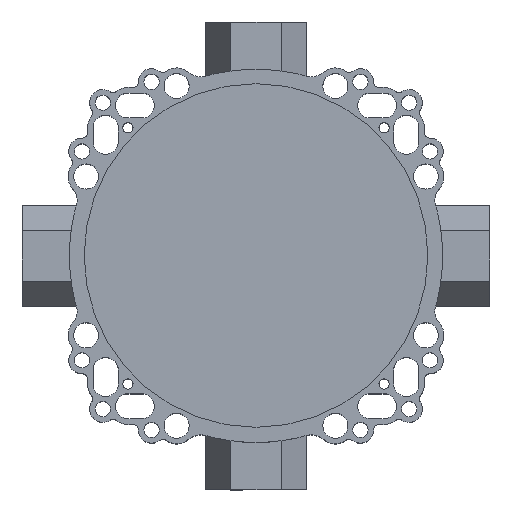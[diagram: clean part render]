
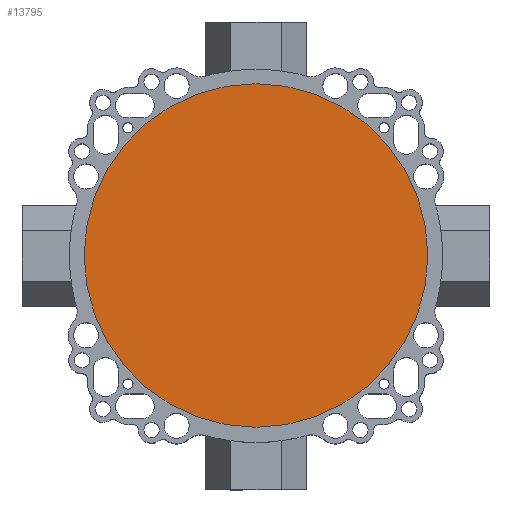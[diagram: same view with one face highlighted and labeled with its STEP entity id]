
A CAD part, top view. The second image highlights one B-rep face of the part: STEP entity #13795.
In plain terms, the highlighted planar face has unit normal (0, 0, 1).
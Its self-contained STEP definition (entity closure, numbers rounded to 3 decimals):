
#258 = CIRCLE ( 'NONE', #5263, 61.696 ) ;
#1886 = EDGE_CURVE ( 'NONE', #9214, #14774, #258, .T. ) ;
#1910 = CARTESIAN_POINT ( 'NONE',  ( 0., 0., 104. ) ) ;
#2786 = ORIENTED_EDGE ( 'NONE', *, *, #1886, .T. ) ;
#3180 = DIRECTION ( 'NONE',  ( 0., 1., 0. ) ) ;
#4913 = AXIS2_PLACEMENT_3D ( 'NONE', #10888, #13377, #5882 ) ;
#5039 = CARTESIAN_POINT ( 'NONE',  ( 0., 0., 104. ) ) ;
#5263 = AXIS2_PLACEMENT_3D ( 'NONE', #1910, #10690, #3180 ) ;
#5871 = AXIS2_PLACEMENT_3D ( 'NONE', #5039, #13781, #6305 ) ;
#5882 = DIRECTION ( 'NONE',  ( 0., 1., 0. ) ) ;
#6305 = DIRECTION ( 'NONE',  ( 0., 1., 0. ) ) ;
#6308 = CARTESIAN_POINT ( 'NONE',  ( 0., -61.696, 104. ) ) ;
#9214 = VERTEX_POINT ( 'NONE', #6308 ) ;
#10690 = DIRECTION ( 'NONE',  ( 0., 0., 1. ) ) ;
#10888 = CARTESIAN_POINT ( 'NONE',  ( 0., 0., 104. ) ) ;
#11495 = EDGE_LOOP ( 'NONE', ( #13651, #2786 ) ) ;
#11626 = CIRCLE ( 'NONE', #5871, 61.696 ) ;
#11720 = CARTESIAN_POINT ( 'NONE',  ( 0., 61.696, 104. ) ) ;
#13319 = PLANE ( 'NONE',  #4913 ) ;
#13377 = DIRECTION ( 'NONE',  ( 0., 0., 1. ) ) ;
#13651 = ORIENTED_EDGE ( 'NONE', *, *, #15033, .T. ) ;
#13781 = DIRECTION ( 'NONE',  ( 0., 0., 1. ) ) ;
#13795 = ADVANCED_FACE ( 'NONE', ( #15585 ), #13319, .T. ) ;
#14774 = VERTEX_POINT ( 'NONE', #11720 ) ;
#15033 = EDGE_CURVE ( 'NONE', #14774, #9214, #11626, .T. ) ;
#15585 = FACE_OUTER_BOUND ( 'NONE', #11495, .T. ) ;
